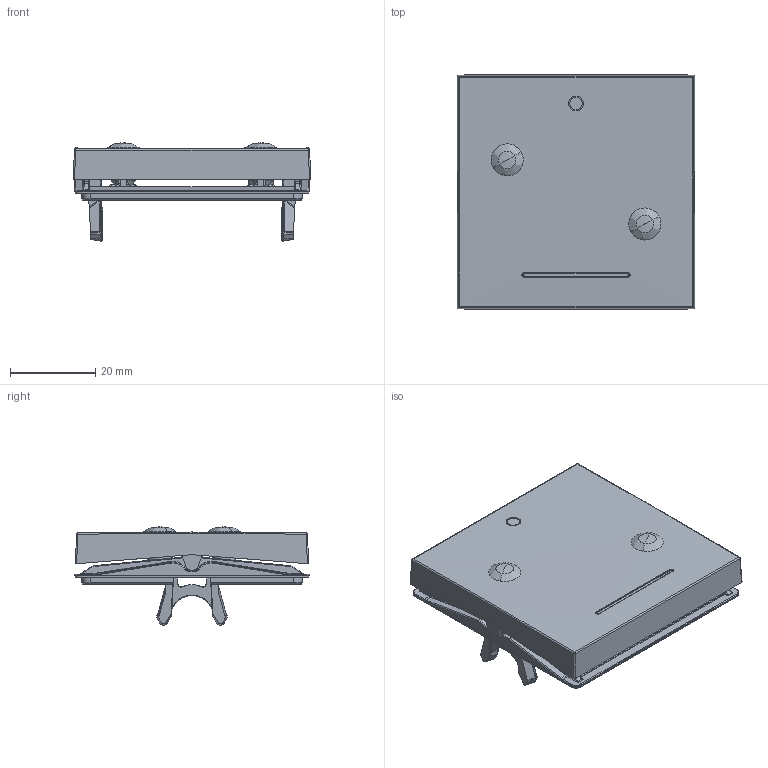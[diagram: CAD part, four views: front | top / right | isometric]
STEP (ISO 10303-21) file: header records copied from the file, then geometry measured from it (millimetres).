
FILE_DESCRIPTION((''),'2;1');
FILE_NAME('WAW1038WG_ASM','2025-03-12T16:22:51',('colosir'),(''),'CREO PARAMETRIC BY PTC INC, 2023154','CREO PARAMETRIC BY PTC INC, 2023154','');
FILE_SCHEMA(('AUTOMOTIVE_DESIGN { 1 0 10303 214 1 1 1 1 }'));
Products named in the file (12): W4G0200_18; W1D1222_GEN; W1A2306_99; W4H0303_18; W1A2438_NN; W3A0371_NN_ASM; LINSEN-SENKSCHR_1000006276_PAE_000_AA; BEFESTIGUNGSKRO_1000005967_PAE_000_AA; HUELSE_1000005251_PAE_000_AA; VERSCHLUSSSTUEC_1000005554_PAE_000_AA; VERSCHLUSSSTUEC_1000003049_PAE_000_AB; WAW1038WG_ASM
Assembly tree (16 placements, depth 3):
  WAW1038WG_ASM
    W4G0200_18
    W1D1222_GEN
    W1A2306_99
    W3A0371_NN_ASM
      W4H0303_18
      W1A2438_NN
    LINSEN-SENKSCHR_1000006276_PAE_000_AA  x2
    BEFESTIGUNGSKRO_1000005967_PAE_000_AA  x2
    HUELSE_1000005251_PAE_000_AA  x2
    VERSCHLUSSSTUEC_1000005554_PAE_000_AA  x2
    VERSCHLUSSSTUEC_1000003049_PAE_000_AB  x2
Bounding box: 55.6 x 54.8 x 23.02 mm (x, y, z)
Volume: 15280.9 mm3; surface area: 15820.4 mm2
Topology: 13 solids, 14 shells, 2756 faces, 7164 edges, 4512 vertices
Faces by surface type: plane 1492, cylinder 516, bspline 314, cone 185, torus 124, extrusion 87, sphere 38
Entity records: 101962 total; most frequent: CARTESIAN_POINT 37971, ORIENTED_EDGE 13480, DIRECTION 11279, EDGE_CURVE 6742, VECTOR 4573, LINE 4486, VERTEX_POINT 4258, AXIS2_PLACEMENT_3D 3353
